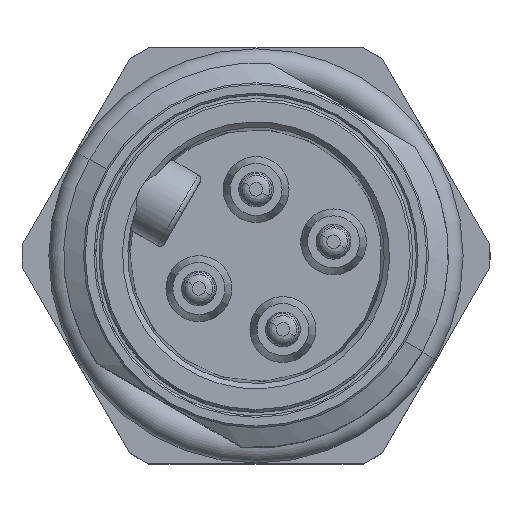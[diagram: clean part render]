
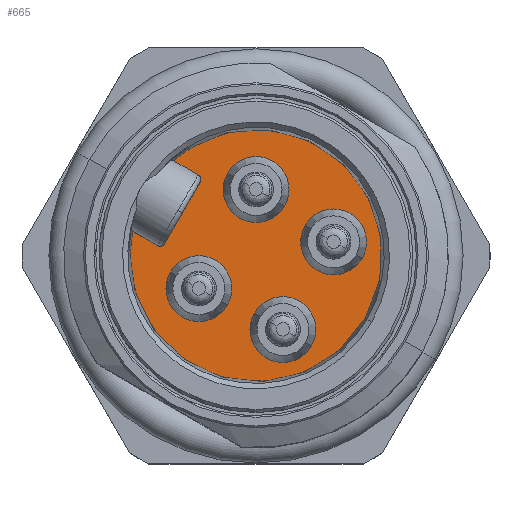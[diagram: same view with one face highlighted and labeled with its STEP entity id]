
A CAD part, top view. The second image highlights one B-rep face of the part: STEP entity #665.
In plain terms, the highlighted planar face has unit normal (0, 0, 1).
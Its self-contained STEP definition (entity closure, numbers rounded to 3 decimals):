
#413=AXIS2_PLACEMENT_3D('Circle Axis2P3D',#411,#412,$) ;
#438=AXIS2_PLACEMENT_3D('Circle Axis2P3D',#436,#437,$) ;
#563=AXIS2_PLACEMENT_3D('Plane Axis2P3D',#560,#561,#562) ;
#567=AXIS2_PLACEMENT_3D('Circle Axis2P3D',#565,#566,$) ;
#581=AXIS2_PLACEMENT_3D('Circle Axis2P3D',#579,#580,$) ;
#595=AXIS2_PLACEMENT_3D('Circle Axis2P3D',#593,#594,$) ;
#604=AXIS2_PLACEMENT_3D('Circle Axis2P3D',#602,#603,$) ;
#613=AXIS2_PLACEMENT_3D('Circle Axis2P3D',#611,#612,$) ;
#622=AXIS2_PLACEMENT_3D('Circle Axis2P3D',#620,#621,$) ;
#631=AXIS2_PLACEMENT_3D('Circle Axis2P3D',#629,#630,$) ;
#640=AXIS2_PLACEMENT_3D('Circle Axis2P3D',#638,#639,$) ;
#649=AXIS2_PLACEMENT_3D('Circle Axis2P3D',#647,#648,$) ;
#658=AXIS2_PLACEMENT_3D('Circle Axis2P3D',#656,#657,$) ;
#408=CARTESIAN_POINT('Vertex',(8.735,17.464,107.8)) ;
#411=CARTESIAN_POINT('Axis2P3D Location',(13.5,12.,107.8)) ;
#415=CARTESIAN_POINT('Vertex',(19.779,8.375,107.8)) ;
#436=CARTESIAN_POINT('Axis2P3D Location',(13.5,12.,107.8)) ;
#440=CARTESIAN_POINT('Vertex',(6.385,13.394,107.8)) ;
#462=CARTESIAN_POINT('Line Origine',(7.103,12.979,107.8)) ;
#466=CARTESIAN_POINT('Vertex',(7.822,12.565,107.8)) ;
#545=CARTESIAN_POINT('Vertex',(10.172,16.635,107.8)) ;
#548=CARTESIAN_POINT('Line Origine',(9.453,17.05,107.8)) ;
#560=CARTESIAN_POINT('Axis2P3D Location',(13.5,12.,107.8)) ;
#565=CARTESIAN_POINT('Axis2P3D Location',(10.022,16.375,107.8)) ;
#569=CARTESIAN_POINT('Vertex',(10.281,16.225,107.8)) ;
#572=CARTESIAN_POINT('Line Origine',(9.256,14.45,107.8)) ;
#576=CARTESIAN_POINT('Vertex',(8.231,12.675,107.8)) ;
#579=CARTESIAN_POINT('Axis2P3D Location',(7.972,12.825,107.8)) ;
#593=CARTESIAN_POINT('Axis2P3D Location',(17.974,12.789,107.8)) ;
#597=CARTESIAN_POINT('Vertex',(16.328,13.739,107.8)) ;
#599=CARTESIAN_POINT('Vertex',(19.619,11.839,107.8)) ;
#602=CARTESIAN_POINT('Axis2P3D Location',(17.974,12.789,107.8)) ;
#611=CARTESIAN_POINT('Axis2P3D Location',(15.054,7.731,107.8)) ;
#615=CARTESIAN_POINT('Vertex',(13.408,8.681,107.8)) ;
#617=CARTESIAN_POINT('Vertex',(16.699,6.781,107.8)) ;
#620=CARTESIAN_POINT('Axis2P3D Location',(15.054,7.731,107.8)) ;
#629=CARTESIAN_POINT('Axis2P3D Location',(13.505,15.808,107.8)) ;
#633=CARTESIAN_POINT('Vertex',(11.859,16.758,107.8)) ;
#635=CARTESIAN_POINT('Vertex',(15.15,14.858,107.8)) ;
#638=CARTESIAN_POINT('Axis2P3D Location',(13.505,15.808,107.8)) ;
#647=CARTESIAN_POINT('Axis2P3D Location',(10.205,10.092,107.8)) ;
#651=CARTESIAN_POINT('Vertex',(8.559,11.042,107.8)) ;
#653=CARTESIAN_POINT('Vertex',(11.85,9.142,107.8)) ;
#656=CARTESIAN_POINT('Axis2P3D Location',(10.205,10.092,107.8)) ;
#412=DIRECTION('Axis2P3D Direction',(0.,0.,1.)) ;
#437=DIRECTION('Axis2P3D Direction',(0.,0.,1.)) ;
#463=DIRECTION('Vector Direction',(-0.866,0.5,0.)) ;
#549=DIRECTION('Vector Direction',(-0.866,0.5,0.)) ;
#561=DIRECTION('Axis2P3D Direction',(0.,0.,-1.)) ;
#562=DIRECTION('Axis2P3D XDirection',(-0.866,0.5,0.)) ;
#566=DIRECTION('Axis2P3D Direction',(0.,0.,-1.)) ;
#573=DIRECTION('Vector Direction',(0.5,0.866,0.)) ;
#580=DIRECTION('Axis2P3D Direction',(0.,0.,-1.)) ;
#594=DIRECTION('Axis2P3D Direction',(0.,0.,-1.)) ;
#603=DIRECTION('Axis2P3D Direction',(0.,0.,-1.)) ;
#612=DIRECTION('Axis2P3D Direction',(0.,0.,-1.)) ;
#621=DIRECTION('Axis2P3D Direction',(0.,0.,-1.)) ;
#630=DIRECTION('Axis2P3D Direction',(0.,0.,-1.)) ;
#639=DIRECTION('Axis2P3D Direction',(0.,0.,-1.)) ;
#648=DIRECTION('Axis2P3D Direction',(0.,0.,-1.)) ;
#657=DIRECTION('Axis2P3D Direction',(0.,0.,-1.)) ;
#464=VECTOR('Line Direction',#463,1.) ;
#550=VECTOR('Line Direction',#549,1.) ;
#574=VECTOR('Line Direction',#573,1.) ;
#585=ORIENTED_EDGE('',*,*,#552,.F.) ;
#586=ORIENTED_EDGE('',*,*,#571,.T.) ;
#587=ORIENTED_EDGE('',*,*,#578,.F.) ;
#588=ORIENTED_EDGE('',*,*,#583,.T.) ;
#589=ORIENTED_EDGE('',*,*,#468,.T.) ;
#590=ORIENTED_EDGE('',*,*,#442,.T.) ;
#591=ORIENTED_EDGE('',*,*,#417,.T.) ;
#608=ORIENTED_EDGE('',*,*,#601,.T.) ;
#609=ORIENTED_EDGE('',*,*,#606,.T.) ;
#626=ORIENTED_EDGE('',*,*,#619,.T.) ;
#627=ORIENTED_EDGE('',*,*,#624,.T.) ;
#644=ORIENTED_EDGE('',*,*,#637,.T.) ;
#645=ORIENTED_EDGE('',*,*,#642,.T.) ;
#662=ORIENTED_EDGE('',*,*,#655,.T.) ;
#663=ORIENTED_EDGE('',*,*,#660,.T.) ;
#610=FACE_BOUND('',#607,.T.) ;
#628=FACE_BOUND('',#625,.T.) ;
#646=FACE_BOUND('',#643,.T.) ;
#664=FACE_BOUND('',#661,.T.) ;
#665=ADVANCED_FACE('Hauptkoerper',(#592,#610,#628,#646,#664),#564,.F.) ;
#414=CIRCLE('generated circle',#413,7.25) ;
#439=CIRCLE('generated circle',#438,7.25) ;
#568=CIRCLE('generated circle',#567,0.3) ;
#582=CIRCLE('generated circle',#581,0.3) ;
#596=CIRCLE('generated circle',#595,1.9) ;
#605=CIRCLE('generated circle',#604,1.9) ;
#614=CIRCLE('generated circle',#613,1.9) ;
#623=CIRCLE('generated circle',#622,1.9) ;
#632=CIRCLE('generated circle',#631,1.9) ;
#641=CIRCLE('generated circle',#640,1.9) ;
#650=CIRCLE('generated circle',#649,1.9) ;
#659=CIRCLE('generated circle',#658,1.9) ;
#417=EDGE_CURVE('',#416,#409,#414,.T.) ;
#442=EDGE_CURVE('',#441,#416,#439,.T.) ;
#468=EDGE_CURVE('',#467,#441,#465,.T.) ;
#552=EDGE_CURVE('',#546,#409,#551,.T.) ;
#571=EDGE_CURVE('',#546,#570,#568,.T.) ;
#578=EDGE_CURVE('',#577,#570,#575,.T.) ;
#583=EDGE_CURVE('',#577,#467,#582,.T.) ;
#601=EDGE_CURVE('',#598,#600,#596,.T.) ;
#606=EDGE_CURVE('',#600,#598,#605,.T.) ;
#619=EDGE_CURVE('',#616,#618,#614,.T.) ;
#624=EDGE_CURVE('',#618,#616,#623,.T.) ;
#637=EDGE_CURVE('',#634,#636,#632,.T.) ;
#642=EDGE_CURVE('',#636,#634,#641,.T.) ;
#655=EDGE_CURVE('',#652,#654,#650,.T.) ;
#660=EDGE_CURVE('',#654,#652,#659,.T.) ;
#584=EDGE_LOOP('',(#585,#586,#587,#588,#589,#590,#591)) ;
#607=EDGE_LOOP('',(#608,#609)) ;
#625=EDGE_LOOP('',(#626,#627)) ;
#643=EDGE_LOOP('',(#644,#645)) ;
#661=EDGE_LOOP('',(#662,#663)) ;
#592=FACE_OUTER_BOUND('',#584,.T.) ;
#465=LINE('Line',#462,#464) ;
#551=LINE('Line',#548,#550) ;
#575=LINE('Line',#572,#574) ;
#564=PLANE('',#563) ;
#409=VERTEX_POINT('',#408) ;
#416=VERTEX_POINT('',#415) ;
#441=VERTEX_POINT('',#440) ;
#467=VERTEX_POINT('',#466) ;
#546=VERTEX_POINT('',#545) ;
#570=VERTEX_POINT('',#569) ;
#577=VERTEX_POINT('',#576) ;
#598=VERTEX_POINT('',#597) ;
#600=VERTEX_POINT('',#599) ;
#616=VERTEX_POINT('',#615) ;
#618=VERTEX_POINT('',#617) ;
#634=VERTEX_POINT('',#633) ;
#636=VERTEX_POINT('',#635) ;
#652=VERTEX_POINT('',#651) ;
#654=VERTEX_POINT('',#653) ;
